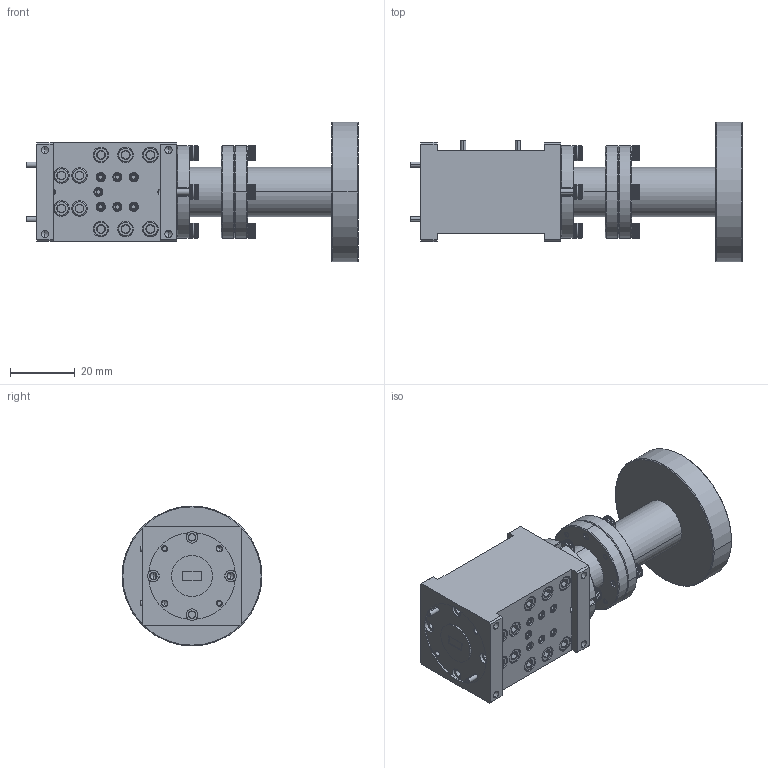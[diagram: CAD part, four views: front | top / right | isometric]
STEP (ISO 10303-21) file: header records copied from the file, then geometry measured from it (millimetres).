
FILE_DESCRIPTION (( 'STEP AP203' ), '1' );
FILE_NAME ('AH-RQ10-250-224-A-DP.STEP', '2025-06-17T17:05:08', ( '' ), ( '' ), 'SwSTEP 2.0', 'SolidWorks 2021', '' );
FILE_SCHEMA (( 'CONFIG_CONTROL_DESIGN' ));
Length unit declared in the file: inch
Products named in the file (1): AH-RQ10-250-224-A-DP
Bounding box: 102.34 x 43.13 x 43.13 mm (x, y, z)
Volume: 59130.6 mm3; surface area: 21586 mm2
Topology: 21 solids, 22 shells, 2237 faces, 5786 edges, 3666 vertices
Faces by surface type: plane 1101, cylinder 692, cone 403, bspline 25, torus 16
Entity records: 73564 total; most frequent: CARTESIAN_POINT 21835, ORIENTED_EDGE 11492, DIRECTION 9867, EDGE_CURVE 5746, AXIS2_PLACEMENT_3D 3826, VERTEX_POINT 3666, EDGE_LOOP 2398, ADVANCED_FACE 2237
